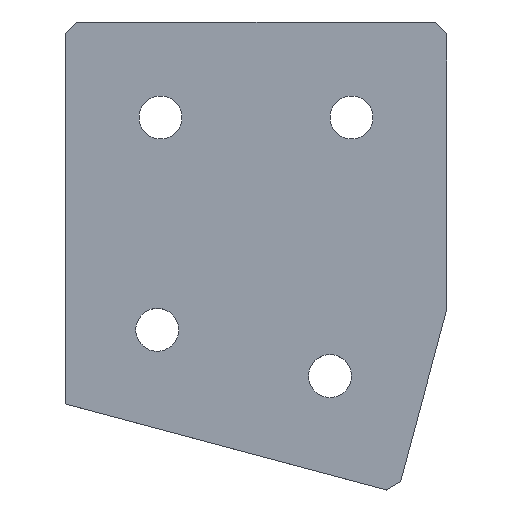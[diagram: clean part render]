
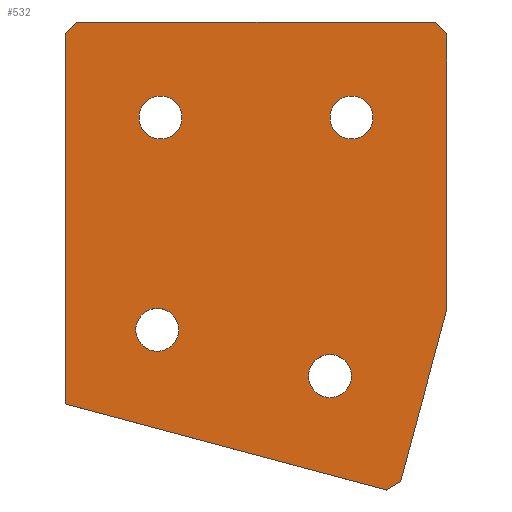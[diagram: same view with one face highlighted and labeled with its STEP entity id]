
A CAD part, top view. The second image highlights one B-rep face of the part: STEP entity #532.
In plain terms, the highlighted planar face has unit normal (0, 0, 1).
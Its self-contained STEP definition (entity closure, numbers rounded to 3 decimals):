
#5 = ORIENTED_EDGE ( 'NONE', *, *, #164, .T. ) ;
#10 = CARTESIAN_POINT ( 'NONE',  ( 20., -20., 0. ) ) ;
#11 = CARTESIAN_POINT ( 'NONE',  ( 80., 0., 0. ) ) ;
#16 = CARTESIAN_POINT ( 'NONE',  ( 0., 0., 0. ) ) ;
#21 = AXIS2_PLACEMENT_3D ( 'NONE', #124, #444, #266 ) ;
#22 = VERTEX_POINT ( 'NONE', #30 ) ;
#30 = CARTESIAN_POINT ( 'NONE',  ( 0., -80., 0. ) ) ;
#31 = ORIENTED_EDGE ( 'NONE', *, *, #576, .F. ) ;
#35 = EDGE_CURVE ( 'NONE', #214, #22, #232, .T. ) ;
#40 = DIRECTION ( 'NONE',  ( 0., 0., -1. ) ) ;
#41 = DIRECTION ( 'NONE',  ( 0.866, 0.5, 0. ) ) ;
#43 = EDGE_CURVE ( 'NONE', #303, #312, #272, .T. ) ;
#46 = LINE ( 'NONE', #277, #247 ) ;
#47 = AXIS2_PLACEMENT_3D ( 'NONE', #243, #423, #146 ) ;
#58 = VERTEX_POINT ( 'NONE', #404 ) ;
#65 = CARTESIAN_POINT ( 'NONE',  ( 0., 0., 0. ) ) ;
#66 = FACE_BOUND ( 'NONE', #362, .T. ) ;
#67 = ORIENTED_EDGE ( 'NONE', *, *, #148, .T. ) ;
#69 = FACE_BOUND ( 'NONE', #389, .T. ) ;
#77 = ORIENTED_EDGE ( 'NONE', *, *, #43, .F. ) ;
#86 = VERTEX_POINT ( 'NONE', #101 ) ;
#100 = CARTESIAN_POINT ( 'NONE',  ( 60., -24.5, 0. ) ) ;
#101 = CARTESIAN_POINT ( 'NONE',  ( 77.5, 0., 0. ) ) ;
#106 = ORIENTED_EDGE ( 'NONE', *, *, #237, .T. ) ;
#112 = CIRCLE ( 'NONE', #622, 4.5 ) ;
#113 = CARTESIAN_POINT ( 'NONE',  ( 60., -20., 0. ) ) ;
#124 = CARTESIAN_POINT ( 'NONE',  ( 19.319, -64.471, 0. ) ) ;
#128 = CIRCLE ( 'NONE', #391, 4.5 ) ;
#133 = CARTESIAN_POINT ( 'NONE',  ( 19.319, -68.971, 0. ) ) ;
#139 = AXIS2_PLACEMENT_3D ( 'NONE', #207, #549, #449 ) ;
#146 = DIRECTION ( 'NONE',  ( 0., 1., 0. ) ) ;
#147 = AXIS2_PLACEMENT_3D ( 'NONE', #475, #40, #574 ) ;
#148 = EDGE_CURVE ( 'NONE', #255, #58, #564, .T. ) ;
#164 = EDGE_CURVE ( 'NONE', #566, #252, #128, .T. ) ;
#168 = VERTEX_POINT ( 'NONE', #100 ) ;
#170 = ORIENTED_EDGE ( 'NONE', *, *, #594, .T. ) ;
#178 = ORIENTED_EDGE ( 'NONE', *, *, #314, .F. ) ;
#185 = EDGE_CURVE ( 'NONE', #214, #312, #335, .T. ) ;
#188 = VECTOR ( 'NONE', #567, 1000. ) ;
#189 = VECTOR ( 'NONE', #518, 1000. ) ;
#204 = AXIS2_PLACEMENT_3D ( 'NONE', #113, #386, #357 ) ;
#207 = CARTESIAN_POINT ( 'NONE',  ( 19.319, -64.471, 0. ) ) ;
#208 = ORIENTED_EDGE ( 'NONE', *, *, #435, .T. ) ;
#211 = ORIENTED_EDGE ( 'NONE', *, *, #478, .T. ) ;
#214 = VERTEX_POINT ( 'NONE', #253 ) ;
#232 = LINE ( 'NONE', #366, #459 ) ;
#237 = EDGE_CURVE ( 'NONE', #358, #512, #612, .T. ) ;
#242 = VECTOR ( 'NONE', #41, 1000. ) ;
#243 = CARTESIAN_POINT ( 'NONE',  ( 55.505, -74.167, 0. ) ) ;
#247 = VECTOR ( 'NONE', #628, 1000. ) ;
#252 = VERTEX_POINT ( 'NONE', #271 ) ;
#253 = CARTESIAN_POINT ( 'NONE',  ( 67.232, -98.015, 0. ) ) ;
#254 = FACE_OUTER_BOUND ( 'NONE', #348, .T. ) ;
#255 = VERTEX_POINT ( 'NONE', #438 ) ;
#258 = DIRECTION ( 'NONE',  ( 0., 1., 0. ) ) ;
#262 = ORIENTED_EDGE ( 'NONE', *, *, #607, .F. ) ;
#266 = DIRECTION ( 'NONE',  ( 0., 1., 0. ) ) ;
#267 = CIRCLE ( 'NONE', #147, 4.5 ) ;
#271 = CARTESIAN_POINT ( 'NONE',  ( 20., -24.5, 0. ) ) ;
#272 = LINE ( 'NONE', #322, #189 ) ;
#277 = CARTESIAN_POINT ( 'NONE',  ( 1.25, -1.25, 0. ) ) ;
#281 = CARTESIAN_POINT ( 'NONE',  ( 59.25, -102.624, 0. ) ) ;
#284 = CARTESIAN_POINT ( 'NONE',  ( 60., -15.5, 0. ) ) ;
#285 = EDGE_CURVE ( 'NONE', #252, #566, #112, .T. ) ;
#287 = VECTOR ( 'NONE', #258, 1000. ) ;
#295 = VERTEX_POINT ( 'NONE', #513 ) ;
#296 = CARTESIAN_POINT ( 'NONE',  ( 60., -20., 0. ) ) ;
#302 = DIRECTION ( 'NONE',  ( 0., -1., 0. ) ) ;
#303 = VERTEX_POINT ( 'NONE', #538 ) ;
#305 = PLANE ( 'NONE',  #344 ) ;
#312 = VERTEX_POINT ( 'NONE', #407 ) ;
#314 = EDGE_CURVE ( 'NONE', #547, #86, #609, .T. ) ;
#315 = DIRECTION ( 'NONE',  ( 0., 1., 0. ) ) ;
#316 = CIRCLE ( 'NONE', #489, 4.5 ) ;
#320 = ORIENTED_EDGE ( 'NONE', *, *, #285, .T. ) ;
#322 = CARTESIAN_POINT ( 'NONE',  ( 69.647, -98.662, 0. ) ) ;
#335 = LINE ( 'NONE', #281, #242 ) ;
#342 = ORIENTED_EDGE ( 'NONE', *, *, #583, .T. ) ;
#344 = AXIS2_PLACEMENT_3D ( 'NONE', #65, #592, #506 ) ;
#348 = EDGE_LOOP ( 'NONE', ( #593, #400, #77, #31, #550, #178, #211, #262 ) ) ;
#349 = FACE_BOUND ( 'NONE', #500, .T. ) ;
#353 = CARTESIAN_POINT ( 'NONE',  ( 2.5, 0., 0. ) ) ;
#357 = DIRECTION ( 'NONE',  ( 0., 1., 0. ) ) ;
#358 = VERTEX_POINT ( 'NONE', #414 ) ;
#360 = CARTESIAN_POINT ( 'NONE',  ( 80., -2.5, 0. ) ) ;
#362 = EDGE_LOOP ( 'NONE', ( #5, #320 ) ) ;
#366 = CARTESIAN_POINT ( 'NONE',  ( 0., -80., 0. ) ) ;
#367 = ORIENTED_EDGE ( 'NONE', *, *, #544, .T. ) ;
#368 = CARTESIAN_POINT ( 'NONE',  ( 38.75, 38.75, 0. ) ) ;
#372 = CIRCLE ( 'NONE', #139, 4.5 ) ;
#374 = CARTESIAN_POINT ( 'NONE',  ( 20., -20., 0. ) ) ;
#385 = DIRECTION ( 'NONE',  ( 0., 0., -1. ) ) ;
#386 = DIRECTION ( 'NONE',  ( 0., 0., -1. ) ) ;
#389 = EDGE_LOOP ( 'NONE', ( #106, #170 ) ) ;
#391 = AXIS2_PLACEMENT_3D ( 'NONE', #374, #476, #533 ) ;
#400 = ORIENTED_EDGE ( 'NONE', *, *, #185, .T. ) ;
#404 = CARTESIAN_POINT ( 'NONE',  ( 55.505, -69.667, 0. ) ) ;
#407 = CARTESIAN_POINT ( 'NONE',  ( 70.294, -96.247, 0. ) ) ;
#414 = CARTESIAN_POINT ( 'NONE',  ( 19.319, -59.971, 0. ) ) ;
#419 = LINE ( 'NONE', #368, #188 ) ;
#423 = DIRECTION ( 'NONE',  ( 0., 0., -1. ) ) ;
#435 = EDGE_CURVE ( 'NONE', #58, #255, #267, .T. ) ;
#438 = CARTESIAN_POINT ( 'NONE',  ( 55.505, -78.667, 0. ) ) ;
#444 = DIRECTION ( 'NONE',  ( 0., 0., -1. ) ) ;
#445 = LINE ( 'NONE', #11, #482 ) ;
#449 = DIRECTION ( 'NONE',  ( 0., 1., 0. ) ) ;
#456 = VECTOR ( 'NONE', #536, 1000. ) ;
#458 = CARTESIAN_POINT ( 'NONE',  ( 0., 0., 0. ) ) ;
#459 = VECTOR ( 'NONE', #565, 1000. ) ;
#474 = VERTEX_POINT ( 'NONE', #284 ) ;
#475 = CARTESIAN_POINT ( 'NONE',  ( 55.505, -74.167, 0. ) ) ;
#476 = DIRECTION ( 'NONE',  ( 0., 0., -1. ) ) ;
#478 = EDGE_CURVE ( 'NONE', #547, #295, #46, .T. ) ;
#482 = VECTOR ( 'NONE', #302, 1000. ) ;
#489 = AXIS2_PLACEMENT_3D ( 'NONE', #296, #502, #498 ) ;
#491 = FACE_BOUND ( 'NONE', #601, .T. ) ;
#498 = DIRECTION ( 'NONE',  ( 0., 1., 0. ) ) ;
#500 = EDGE_LOOP ( 'NONE', ( #208, #67 ) ) ;
#502 = DIRECTION ( 'NONE',  ( 0., 0., -1. ) ) ;
#503 = EDGE_CURVE ( 'NONE', #519, #86, #419, .T. ) ;
#506 = DIRECTION ( 'NONE',  ( 1., 0., 0. ) ) ;
#512 = VERTEX_POINT ( 'NONE', #133 ) ;
#513 = CARTESIAN_POINT ( 'NONE',  ( 0., -2.5, 0. ) ) ;
#518 = DIRECTION ( 'NONE',  ( -0.259, -0.966, 0. ) ) ;
#519 = VERTEX_POINT ( 'NONE', #360 ) ;
#532 = ADVANCED_FACE ( 'NONE', ( #66, #491, #69, #349, #254 ), #305, .T. ) ;
#533 = DIRECTION ( 'NONE',  ( 0., 1., 0. ) ) ;
#536 = DIRECTION ( 'NONE',  ( 1., 0., 0. ) ) ;
#538 = CARTESIAN_POINT ( 'NONE',  ( 80., -60.025, 0. ) ) ;
#543 = LINE ( 'NONE', #16, #287 ) ;
#544 = EDGE_CURVE ( 'NONE', #474, #168, #316, .T. ) ;
#545 = CARTESIAN_POINT ( 'NONE',  ( 20., -15.5, 0. ) ) ;
#547 = VERTEX_POINT ( 'NONE', #353 ) ;
#549 = DIRECTION ( 'NONE',  ( 0., 0., -1. ) ) ;
#550 = ORIENTED_EDGE ( 'NONE', *, *, #503, .T. ) ;
#564 = CIRCLE ( 'NONE', #47, 4.5 ) ;
#565 = DIRECTION ( 'NONE',  ( -0.966, 0.259, 0. ) ) ;
#566 = VERTEX_POINT ( 'NONE', #545 ) ;
#567 = DIRECTION ( 'NONE',  ( -0.707, 0.707, 0. ) ) ;
#574 = DIRECTION ( 'NONE',  ( 0., 1., 0. ) ) ;
#576 = EDGE_CURVE ( 'NONE', #519, #303, #445, .T. ) ;
#583 = EDGE_CURVE ( 'NONE', #168, #474, #599, .T. ) ;
#592 = DIRECTION ( 'NONE',  ( 0., 0., 1. ) ) ;
#593 = ORIENTED_EDGE ( 'NONE', *, *, #35, .F. ) ;
#594 = EDGE_CURVE ( 'NONE', #512, #358, #372, .T. ) ;
#599 = CIRCLE ( 'NONE', #204, 4.5 ) ;
#601 = EDGE_LOOP ( 'NONE', ( #367, #342 ) ) ;
#607 = EDGE_CURVE ( 'NONE', #22, #295, #543, .T. ) ;
#609 = LINE ( 'NONE', #458, #456 ) ;
#612 = CIRCLE ( 'NONE', #21, 4.5 ) ;
#622 = AXIS2_PLACEMENT_3D ( 'NONE', #10, #385, #315 ) ;
#628 = DIRECTION ( 'NONE',  ( -0.707, -0.707, 0. ) ) ;
